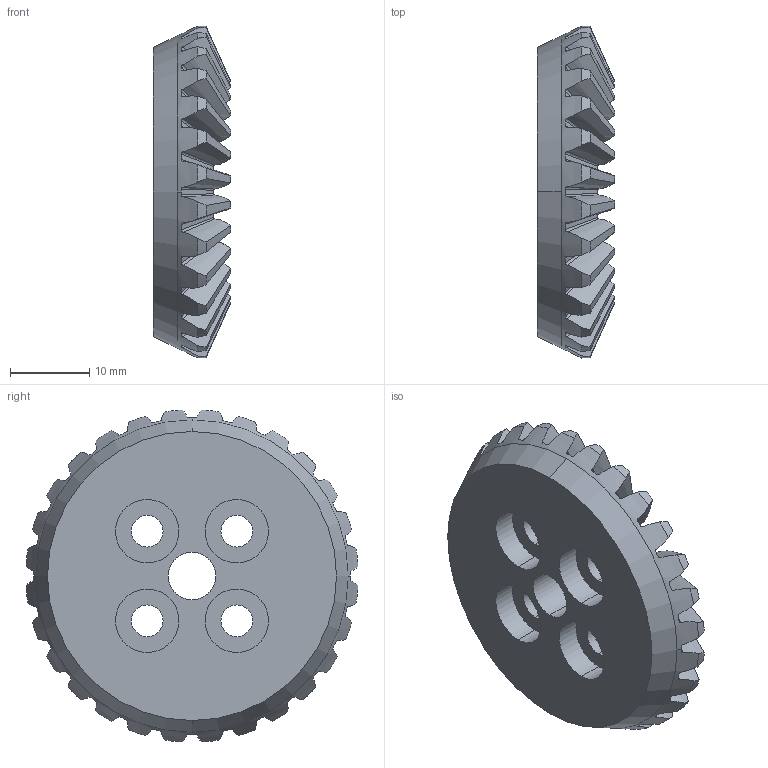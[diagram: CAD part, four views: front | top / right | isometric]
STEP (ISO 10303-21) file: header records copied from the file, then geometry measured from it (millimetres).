
FILE_DESCRIPTION (( 'STEP AP203' ), '1' );
FILE_NAME ('2307-0006-0028.STEP', '2017-06-30T19:42:34', ( '' ), ( '' ), 'SwSTEP 2.0', 'SolidWorks 2016', '' );
FILE_SCHEMA (( 'CONFIG_CONTROL_DESIGN' ));
Length unit declared in the file: millimetre
Products named in the file (1): 2307-0006-0028
Bounding box: 9.73 x 41.93 x 41.93 mm (x, y, z)
Volume: 7137.1 mm3; surface area: 4668.3 mm2
Topology: 1 solids, 1 shells, 254 faces, 744 edges, 496 vertices
Faces by surface type: bspline 140, cone 60, cylinder 48, plane 6
Entity records: 10113 total; most frequent: CARTESIAN_POINT 4571, ORIENTED_EDGE 1488, EDGE_CURVE 744, DIRECTION 678, VERTEX_POINT 496, B_SPLINE_CURVE_WITH_KNOTS 452, AXIS2_PLACEMENT_3D 271, EDGE_LOOP 268
